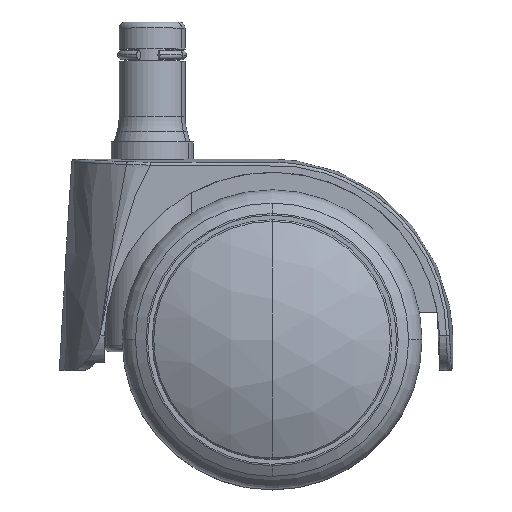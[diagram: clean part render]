
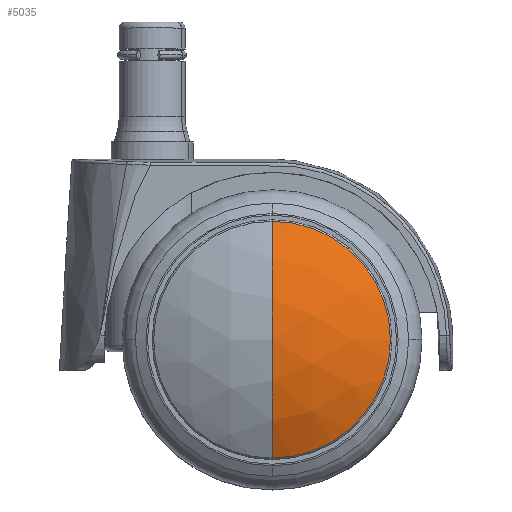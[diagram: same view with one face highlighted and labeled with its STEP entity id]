
A CAD part, top view. The second image highlights one B-rep face of the part: STEP entity #5035.
In plain terms, the highlighted spherical face has radius 40.862 mm.
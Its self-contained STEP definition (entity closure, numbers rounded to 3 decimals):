
#377 = VERTEX_POINT ( 'NONE', #3276 ) ;
#408 = CARTESIAN_POINT ( 'NONE',  ( 0., 0., -14.613 ) ) ;
#931 = EDGE_CURVE ( 'NONE', #377, #2667, #6669, .T. ) ;
#1142 = AXIS2_PLACEMENT_3D ( 'NONE', #1357, #4396, #9792 ) ;
#1357 = CARTESIAN_POINT ( 'NONE',  ( 0., 0., -14.613 ) ) ;
#2083 = SPHERICAL_SURFACE ( 'NONE', #8480, 40.863 ) ;
#2333 = EDGE_CURVE ( 'NONE', #3692, #2667, #8324, .T. ) ;
#2540 = CARTESIAN_POINT ( 'NONE',  ( 0., 0., -14.613 ) ) ;
#2667 = VERTEX_POINT ( 'NONE', #2799 ) ;
#2721 = ORIENTED_EDGE ( 'NONE', *, *, #3947, .T. ) ;
#2799 = CARTESIAN_POINT ( 'NONE',  ( 0., 19.742, 21.165 ) ) ;
#3179 = FACE_OUTER_BOUND ( 'NONE', #7896, .T. ) ;
#3276 = CARTESIAN_POINT ( 'NONE',  ( 0., -19.742, 21.165 ) ) ;
#3331 = DIRECTION ( 'NONE',  ( 1., 0., 0. ) ) ;
#3548 = DIRECTION ( 'NONE',  ( 0., -1., 0. ) ) ;
#3689 = ORIENTED_EDGE ( 'NONE', *, *, #931, .T. ) ;
#3692 = VERTEX_POINT ( 'NONE', #5290 ) ;
#3947 = EDGE_CURVE ( 'NONE', #3692, #377, #8901, .T. ) ;
#4396 = DIRECTION ( 'NONE',  ( -1., 0., 0. ) ) ;
#4877 = DIRECTION ( 'NONE',  ( 0., 1., 0. ) ) ;
#5035 = ADVANCED_FACE ( 'NONE', ( #3179 ), #2083, .T. ) ;
#5290 = CARTESIAN_POINT ( 'NONE',  ( 0., 0., 26.25 ) ) ;
#6669 = CIRCLE ( 'NONE', #8301, 19.742 ) ;
#6708 = CARTESIAN_POINT ( 'NONE',  ( 0., 0., 21.165 ) ) ;
#7536 = DIRECTION ( 'NONE',  ( 0., 0., 1. ) ) ;
#7896 = EDGE_LOOP ( 'NONE', ( #8992, #2721, #3689 ) ) ;
#8301 = AXIS2_PLACEMENT_3D ( 'NONE', #6708, #7536, #9860 ) ;
#8324 = CIRCLE ( 'NONE', #1142, 40.863 ) ;
#8436 = AXIS2_PLACEMENT_3D ( 'NONE', #2540, #3331, #4877 ) ;
#8480 = AXIS2_PLACEMENT_3D ( 'NONE', #408, #9751, #3548 ) ;
#8901 = CIRCLE ( 'NONE', #8436, 40.863 ) ;
#8992 = ORIENTED_EDGE ( 'NONE', *, *, #2333, .F. ) ;
#9751 = DIRECTION ( 'NONE',  ( -1., 0., 0. ) ) ;
#9792 = DIRECTION ( 'NONE',  ( 0., -1., 0. ) ) ;
#9860 = DIRECTION ( 'NONE',  ( 0., 1., 0. ) ) ;
